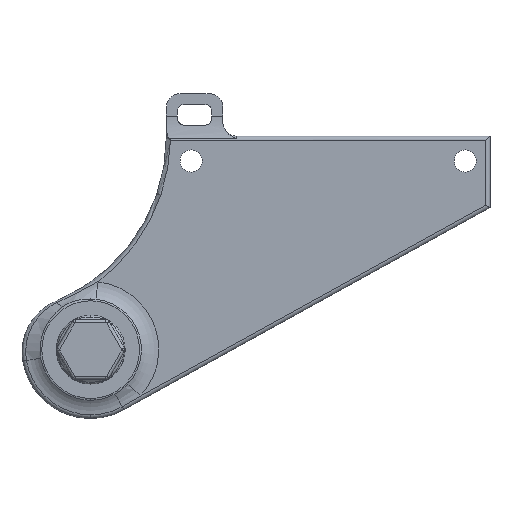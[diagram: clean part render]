
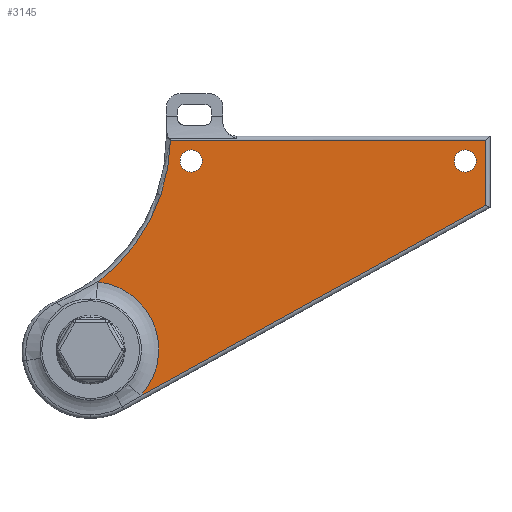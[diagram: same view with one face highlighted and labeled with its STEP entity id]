
A CAD part, left-side view. The second image highlights one B-rep face of the part: STEP entity #3145.
In plain terms, the highlighted planar face has unit normal (-1, 0, 0).
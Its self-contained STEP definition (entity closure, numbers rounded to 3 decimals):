
#202 = VERTEX_POINT ( 'NONE', #1206 ) ;
#213 = AXIS2_PLACEMENT_3D ( 'NONE', #3773, #1623, #403 ) ;
#266 = CARTESIAN_POINT ( 'NONE',  ( 0., -54.4, 25.8 ) ) ;
#330 = DIRECTION ( 'NONE',  ( 0., 0., -1. ) ) ;
#384 = CIRCLE ( 'NONE', #213, 1.6 ) ;
#403 = DIRECTION ( 'NONE',  ( 0., 0., -1. ) ) ;
#418 = AXIS2_PLACEMENT_3D ( 'NONE', #2012, #5365, #2393 ) ;
#477 = DIRECTION ( 'NONE',  ( 1., 0., 0. ) ) ;
#646 = DIRECTION ( 'NONE',  ( 0., 1., 0. ) ) ;
#789 = VERTEX_POINT ( 'NONE', #4628 ) ;
#822 = VERTEX_POINT ( 'NONE', #1682 ) ;
#839 = VERTEX_POINT ( 'NONE', #4189 ) ;
#880 = DIRECTION ( 'NONE',  ( 1., 0., 0. ) ) ;
#948 = CIRCLE ( 'NONE', #4642, 1.6 ) ;
#963 = EDGE_CURVE ( 'NONE', #3523, #2272, #4321, .T. ) ;
#978 = ORIENTED_EDGE ( 'NONE', *, *, #3088, .T. ) ;
#1036 = VECTOR ( 'NONE', #2385, 1000. ) ;
#1046 = CARTESIAN_POINT ( 'NONE',  ( 0., 0., 0. ) ) ;
#1117 = CIRCLE ( 'NONE', #4177, 1.6 ) ;
#1125 = CARTESIAN_POINT ( 'NONE',  ( 0., -57.4, 0. ) ) ;
#1143 = DIRECTION ( 'NONE',  ( 1., 0., 0. ) ) ;
#1206 = CARTESIAN_POINT ( 'NONE',  ( 0., -11.593, 30.4 ) ) ;
#1317 = DIRECTION ( 'NONE',  ( 1., 0., 0. ) ) ;
#1319 = CARTESIAN_POINT ( 'NONE',  ( 0., 0., 0. ) ) ;
#1325 = DIRECTION ( 'NONE',  ( 1., 0., 0. ) ) ;
#1577 = CARTESIAN_POINT ( 'NONE',  ( 0., -14.6, 25.8 ) ) ;
#1623 = DIRECTION ( 'NONE',  ( 1., 0., 0. ) ) ;
#1682 = CARTESIAN_POINT ( 'NONE',  ( 0., -14.6, 29. ) ) ;
#1838 = ORIENTED_EDGE ( 'NONE', *, *, #2856, .T. ) ;
#2012 = CARTESIAN_POINT ( 'NONE',  ( 0., 14.894, 31. ) ) ;
#2137 = FACE_BOUND ( 'NONE', #2730, .T. ) ;
#2147 = CIRCLE ( 'NONE', #4267, 9.893 ) ;
#2157 = EDGE_LOOP ( 'NONE', ( #3182, #3924 ) ) ;
#2167 = DIRECTION ( 'NONE',  ( 0., 0., -1. ) ) ;
#2198 = DIRECTION ( 'NONE',  ( 0., -0.875, 0.483 ) ) ;
#2218 = DIRECTION ( 'NONE',  ( 0., 0., -1. ) ) ;
#2272 = VERTEX_POINT ( 'NONE', #2994 ) ;
#2276 = EDGE_CURVE ( 'NONE', #2373, #5013, #948, .T. ) ;
#2373 = VERTEX_POINT ( 'NONE', #3566 ) ;
#2385 = DIRECTION ( 'NONE',  ( 0., 0., 1. ) ) ;
#2393 = DIRECTION ( 'NONE',  ( 0., 0., -1. ) ) ;
#2411 = EDGE_CURVE ( 'NONE', #2272, #839, #4488, .T. ) ;
#2445 = CIRCLE ( 'NONE', #3139, 1.6 ) ;
#2453 = DIRECTION ( 'NONE',  ( 0., 0., -1. ) ) ;
#2730 = EDGE_LOOP ( 'NONE', ( #1838, #3405 ) ) ;
#2806 = CARTESIAN_POINT ( 'NONE',  ( 0., 0., 30.4 ) ) ;
#2856 = EDGE_CURVE ( 'NONE', #5013, #2373, #2445, .T. ) ;
#2924 = ORIENTED_EDGE ( 'NONE', *, *, #4535, .T. ) ;
#2994 = CARTESIAN_POINT ( 'NONE',  ( 0., -57.4, 20.954 ) ) ;
#3001 = DIRECTION ( 'NONE',  ( 0., 0., -1. ) ) ;
#3088 = EDGE_CURVE ( 'NONE', #202, #789, #4480, .T. ) ;
#3139 = AXIS2_PLACEMENT_3D ( 'NONE', #5089, #1325, #3001 ) ;
#3145 = ADVANCED_FACE ( 'NONE', ( #5394, #5011, #2137 ), #4654, .F. ) ;
#3182 = ORIENTED_EDGE ( 'NONE', *, *, #3548, .T. ) ;
#3245 = LINE ( 'NONE', #2806, #4973 ) ;
#3312 = CARTESIAN_POINT ( 'NONE',  ( 0., -14.6, 27.4 ) ) ;
#3405 = ORIENTED_EDGE ( 'NONE', *, *, #2276, .T. ) ;
#3463 = CARTESIAN_POINT ( 'NONE',  ( 0., -4.543, -8.229 ) ) ;
#3523 = VERTEX_POINT ( 'NONE', #3662 ) ;
#3548 = EDGE_CURVE ( 'NONE', #5071, #822, #384, .T. ) ;
#3566 = CARTESIAN_POINT ( 'NONE',  ( 0., -54.4, 29. ) ) ;
#3662 = CARTESIAN_POINT ( 'NONE',  ( 0., -7.243, -6.739 ) ) ;
#3773 = CARTESIAN_POINT ( 'NONE',  ( 0., -14.6, 27.4 ) ) ;
#3924 = ORIENTED_EDGE ( 'NONE', *, *, #3955, .T. ) ;
#3955 = EDGE_CURVE ( 'NONE', #822, #5071, #1117, .T. ) ;
#4177 = AXIS2_PLACEMENT_3D ( 'NONE', #3312, #1143, #330 ) ;
#4189 = CARTESIAN_POINT ( 'NONE',  ( 0., -57.4, 30.4 ) ) ;
#4267 = AXIS2_PLACEMENT_3D ( 'NONE', #1046, #477, #2167 ) ;
#4316 = CARTESIAN_POINT ( 'NONE',  ( 0., -54.4, 27.4 ) ) ;
#4321 = LINE ( 'NONE', #3463, #4810 ) ;
#4336 = EDGE_LOOP ( 'NONE', ( #978, #2924, #4749, #5001, #5126 ) ) ;
#4480 = CIRCLE ( 'NONE', #418, 26.494 ) ;
#4488 = LINE ( 'NONE', #1125, #1036 ) ;
#4535 = EDGE_CURVE ( 'NONE', #789, #3523, #2147, .T. ) ;
#4578 = EDGE_CURVE ( 'NONE', #839, #202, #3245, .T. ) ;
#4628 = CARTESIAN_POINT ( 'NONE',  ( 0., -1.046, 9.837 ) ) ;
#4642 = AXIS2_PLACEMENT_3D ( 'NONE', #4316, #1317, #2218 ) ;
#4654 = PLANE ( 'NONE',  #4913 ) ;
#4749 = ORIENTED_EDGE ( 'NONE', *, *, #963, .T. ) ;
#4810 = VECTOR ( 'NONE', #2198, 1000. ) ;
#4913 = AXIS2_PLACEMENT_3D ( 'NONE', #1319, #880, #2453 ) ;
#4973 = VECTOR ( 'NONE', #646, 1000. ) ;
#5001 = ORIENTED_EDGE ( 'NONE', *, *, #2411, .T. ) ;
#5011 = FACE_BOUND ( 'NONE', #2157, .T. ) ;
#5013 = VERTEX_POINT ( 'NONE', #266 ) ;
#5071 = VERTEX_POINT ( 'NONE', #1577 ) ;
#5089 = CARTESIAN_POINT ( 'NONE',  ( 0., -54.4, 27.4 ) ) ;
#5126 = ORIENTED_EDGE ( 'NONE', *, *, #4578, .T. ) ;
#5365 = DIRECTION ( 'NONE',  ( 1., 0., 0. ) ) ;
#5394 = FACE_OUTER_BOUND ( 'NONE', #4336, .T. ) ;
